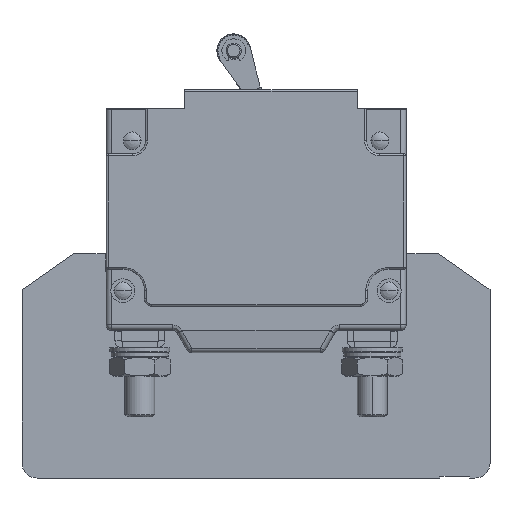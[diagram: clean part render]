
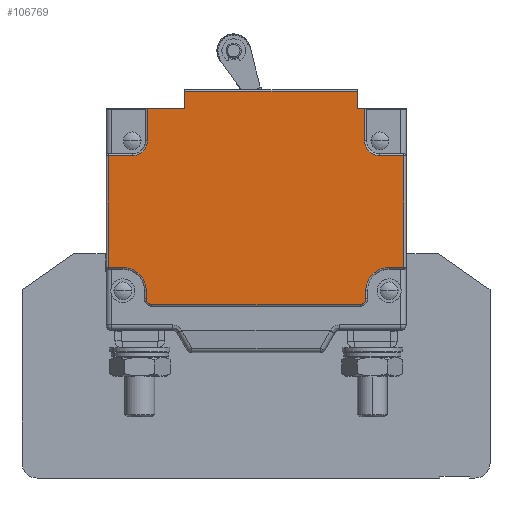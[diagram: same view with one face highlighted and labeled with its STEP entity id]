
A CAD part, top view. The second image highlights one B-rep face of the part: STEP entity #106769.
In plain terms, the highlighted planar face has unit normal (0, 0, 1).
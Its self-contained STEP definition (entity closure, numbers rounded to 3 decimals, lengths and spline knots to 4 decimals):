
#7179=DIRECTION('',(0.,-1.,0.));
#7180=VECTOR('',#7179,0.9293);
#7181=CARTESIAN_POINT('',(-1.3583,-0.2104,1.116));
#7182=LINE('',#7181,#7180);
#7183=DIRECTION('',(-1.,0.,0.));
#7184=VECTOR('',#7183,0.2023);
#7185=CARTESIAN_POINT('',(-1.156,-0.2104,1.116));
#7186=LINE('',#7185,#7184);
#7187=CARTESIAN_POINT('',(-1.156,-0.085,1.116));
#7188=DIRECTION('',(0.,0.,-1.));
#7189=DIRECTION('',(1.,0.,0.));
#7190=AXIS2_PLACEMENT_3D('',#7187,#7188,#7189);
#7192=DIRECTION('',(0.,-1.,0.));
#7193=VECTOR('',#7192,0.268);
#7194=CARTESIAN_POINT('',(-1.0306,0.183,1.116));
#7195=LINE('',#7194,#7193);
#7196=DIRECTION('',(-1.,0.,0.));
#7197=VECTOR('',#7196,0.3116);
#7198=CARTESIAN_POINT('',(-0.719,0.183,1.116));
#7199=LINE('',#7198,#7197);
#7200=DIRECTION('',(-1.,0.,0.));
#7201=VECTOR('',#7200,1.438);
#7202=CARTESIAN_POINT('',(0.719,0.3282,1.116));
#7203=LINE('',#7202,#7201);
#7204=DIRECTION('',(0.,-1.,0.));
#7205=VECTOR('',#7204,0.1451);
#7206=CARTESIAN_POINT('',(0.719,0.3282,1.116));
#7207=LINE('',#7206,#7205);
#7208=DIRECTION('',(-1.,0.,0.));
#7209=VECTOR('',#7208,0.0616);
#7210=CARTESIAN_POINT('',(0.7806,0.183,1.116));
#7211=LINE('',#7210,#7209);
#7212=DIRECTION('',(0.,1.,0.));
#7213=VECTOR('',#7212,0.268);
#7214=CARTESIAN_POINT('',(0.7806,-0.085,1.116));
#7215=LINE('',#7214,#7213);
#7216=CARTESIAN_POINT('',(0.906,-0.085,1.116));
#7217=DIRECTION('',(0.,0.,-1.));
#7218=DIRECTION('',(0.,-1.,0.));
#7219=AXIS2_PLACEMENT_3D('',#7216,#7217,#7218);
#7221=DIRECTION('',(-1.,0.,0.));
#7222=VECTOR('',#7221,0.2023);
#7223=CARTESIAN_POINT('',(1.1083,-0.2104,1.116));
#7224=LINE('',#7223,#7222);
#7225=DIRECTION('',(0.,1.,0.));
#7226=VECTOR('',#7225,0.9293);
#7227=CARTESIAN_POINT('',(1.1083,-1.1396,1.116));
#7228=LINE('',#7227,#7226);
#7229=DIRECTION('',(1.,0.,0.));
#7230=VECTOR('',#7229,0.1233);
#7231=CARTESIAN_POINT('',(0.985,-1.1396,1.116));
#7232=LINE('',#7231,#7230);
#7233=CARTESIAN_POINT('',(0.985,-1.335,1.116));
#7234=DIRECTION('',(0.,0.,-1.));
#7235=DIRECTION('',(-1.,0.,0.));
#7236=AXIS2_PLACEMENT_3D('',#7233,#7234,#7235);
#7238=DIRECTION('',(0.,1.,0.));
#7239=VECTOR('',#7238,0.068);
#7240=CARTESIAN_POINT('',(0.7896,-1.403,1.116));
#7241=LINE('',#7240,#7239);
#7242=CARTESIAN_POINT('',(0.743,-1.403,1.116));
#7243=DIRECTION('',(0.,0.,1.));
#7244=DIRECTION('',(0.,-1.,0.));
#7245=AXIS2_PLACEMENT_3D('',#7242,#7243,#7244);
#7247=DIRECTION('',(1.,0.,0.));
#7248=VECTOR('',#7247,1.736);
#7249=CARTESIAN_POINT('',(-0.993,-1.4496,1.116));
#7250=LINE('',#7249,#7248);
#7251=CARTESIAN_POINT('',(-0.993,-1.403,1.116));
#7252=DIRECTION('',(0.,0.,1.));
#7253=DIRECTION('',(-1.,0.,0.));
#7254=AXIS2_PLACEMENT_3D('',#7251,#7252,#7253);
#7256=DIRECTION('',(0.,-1.,0.));
#7257=VECTOR('',#7256,0.068);
#7258=CARTESIAN_POINT('',(-1.0396,-1.335,1.116));
#7259=LINE('',#7258,#7257);
#7260=CARTESIAN_POINT('',(-1.235,-1.335,1.116));
#7261=DIRECTION('',(0.,0.,-1.));
#7262=DIRECTION('',(0.,1.,0.));
#7263=AXIS2_PLACEMENT_3D('',#7260,#7261,#7262);
#7265=DIRECTION('',(1.,0.,0.));
#7266=VECTOR('',#7265,0.1233);
#7267=CARTESIAN_POINT('',(-1.3583,-1.1396,1.116));
#7268=LINE('',#7267,#7266);
#25625=DIRECTION('',(0.,-1.,0.));
#25626=VECTOR('',#25625,0.1451);
#25627=CARTESIAN_POINT('',(-0.719,0.3282,1.116));
#25628=LINE('',#25627,#25626);
#25719=CARTESIAN_POINT('',(-1.0306,0.183,1.116));
#80267=CARTESIAN_POINT('',(0.7806,0.183,1.116));
#98527=CARTESIAN_POINT('',(0.906,-0.2104,1.116));
#98528=CARTESIAN_POINT('',(0.7806,-0.085,1.116));
#98529=VERTEX_POINT('',#98527);
#98530=VERTEX_POINT('',#98528);
#98535=CARTESIAN_POINT('',(-1.0306,-0.085,1.116));
#98536=CARTESIAN_POINT('',(-1.156,-0.2104,1.116));
#98537=VERTEX_POINT('',#98535);
#98538=VERTEX_POINT('',#98536);
#98543=CARTESIAN_POINT('',(0.7896,-1.335,1.116));
#98544=CARTESIAN_POINT('',(0.985,-1.1396,1.116));
#98545=VERTEX_POINT('',#98543);
#98546=VERTEX_POINT('',#98544);
#98551=CARTESIAN_POINT('',(0.7896,-1.403,1.116));
#98552=VERTEX_POINT('',#98551);
#98555=CARTESIAN_POINT('',(0.743,-1.4496,1.116));
#98556=VERTEX_POINT('',#98555);
#98559=CARTESIAN_POINT('',(-0.993,-1.4496,1.116));
#98560=VERTEX_POINT('',#98559);
#98563=CARTESIAN_POINT('',(-1.0396,-1.403,1.116));
#98564=VERTEX_POINT('',#98563);
#98567=CARTESIAN_POINT('',(-1.0396,-1.335,1.116));
#98568=VERTEX_POINT('',#98567);
#98571=CARTESIAN_POINT('',(-1.235,-1.1396,1.116));
#98572=VERTEX_POINT('',#98571);
#98960=VERTEX_POINT('',#80267);
#98963=VERTEX_POINT('',#25719);
#99068=CARTESIAN_POINT('',(-1.3583,-1.1396,1.116));
#99069=VERTEX_POINT('',#99068);
#99070=CARTESIAN_POINT('',(-1.3583,-0.2104,1.116));
#99071=VERTEX_POINT('',#99070);
#99088=CARTESIAN_POINT('',(1.1083,-0.2104,1.116));
#99089=VERTEX_POINT('',#99088);
#99090=CARTESIAN_POINT('',(1.1083,-1.1396,1.116));
#99091=VERTEX_POINT('',#99090);
#99104=CARTESIAN_POINT('',(0.719,0.183,1.116));
#99105=VERTEX_POINT('',#99104);
#99106=CARTESIAN_POINT('',(-0.719,0.183,1.116));
#99107=VERTEX_POINT('',#99106);
#99211=CARTESIAN_POINT('',(-0.719,0.3282,1.116));
#99213=VERTEX_POINT('',#99211);
#99217=CARTESIAN_POINT('',(0.719,0.3282,1.116));
#99218=VERTEX_POINT('',#99217);
#106720=CARTESIAN_POINT('',(0.,0.,1.116));
#106721=DIRECTION('',(0.,0.,-1.));
#106722=DIRECTION('',(-1.,0.,0.));
#106723=AXIS2_PLACEMENT_3D('',#106720,#106721,#106722);
#106724=PLANE('',#106723);
#106726=ORIENTED_EDGE('',*,*,#106725,.F.);
#106728=ORIENTED_EDGE('',*,*,#106727,.F.);
#106730=ORIENTED_EDGE('',*,*,#106729,.F.);
#106732=ORIENTED_EDGE('',*,*,#106731,.F.);
#106734=ORIENTED_EDGE('',*,*,#106733,.F.);
#106736=ORIENTED_EDGE('',*,*,#106735,.F.);
#106738=ORIENTED_EDGE('',*,*,#106737,.F.);
#106739=ORIENTED_EDGE('',*,*,#105656,.T.);
#106741=ORIENTED_EDGE('',*,*,#106740,.F.);
#106743=ORIENTED_EDGE('',*,*,#106742,.F.);
#106745=ORIENTED_EDGE('',*,*,#106744,.F.);
#106746=ORIENTED_EDGE('',*,*,#106711,.F.);
#106748=ORIENTED_EDGE('',*,*,#106747,.F.);
#106750=ORIENTED_EDGE('',*,*,#106749,.F.);
#106752=ORIENTED_EDGE('',*,*,#106751,.F.);
#106754=ORIENTED_EDGE('',*,*,#106753,.F.);
#106756=ORIENTED_EDGE('',*,*,#106755,.F.);
#106758=ORIENTED_EDGE('',*,*,#106757,.F.);
#106760=ORIENTED_EDGE('',*,*,#106759,.F.);
#106762=ORIENTED_EDGE('',*,*,#106761,.F.);
#106764=ORIENTED_EDGE('',*,*,#106763,.F.);
#106766=ORIENTED_EDGE('',*,*,#106765,.F.);
#106767=EDGE_LOOP('',(#106726,#106728,#106730,#106732,#106734,#106736,#106738,
#106739,#106741,#106743,#106745,#106746,#106748,#106750,#106752,#106754,#106756,
#106758,#106760,#106762,#106764,#106766));
#106768=FACE_OUTER_BOUND('',#106767,.F.);
#7191=CIRCLE('',#7190,0.1254);
#7220=CIRCLE('',#7219,0.1254);
#7237=CIRCLE('',#7236,0.1954);
#7246=CIRCLE('',#7245,0.0466);
#7255=CIRCLE('',#7254,0.0466);
#7264=CIRCLE('',#7263,0.1954);
#105656=EDGE_CURVE('',#99218,#99105,#7207,.T.);
#106711=EDGE_CURVE('',#99089,#98529,#7224,.T.);
#106725=EDGE_CURVE('',#99071,#99069,#7182,.T.);
#106727=EDGE_CURVE('',#98538,#99071,#7186,.T.);
#106729=EDGE_CURVE('',#98537,#98538,#7191,.T.);
#106731=EDGE_CURVE('',#98963,#98537,#7195,.T.);
#106733=EDGE_CURVE('',#99107,#98963,#7199,.T.);
#106735=EDGE_CURVE('',#99213,#99107,#25628,.T.);
#106737=EDGE_CURVE('',#99218,#99213,#7203,.T.);
#106740=EDGE_CURVE('',#98960,#99105,#7211,.T.);
#106742=EDGE_CURVE('',#98530,#98960,#7215,.T.);
#106744=EDGE_CURVE('',#98529,#98530,#7220,.T.);
#106747=EDGE_CURVE('',#99091,#99089,#7228,.T.);
#106749=EDGE_CURVE('',#98546,#99091,#7232,.T.);
#106751=EDGE_CURVE('',#98545,#98546,#7237,.T.);
#106753=EDGE_CURVE('',#98552,#98545,#7241,.T.);
#106755=EDGE_CURVE('',#98556,#98552,#7246,.T.);
#106757=EDGE_CURVE('',#98560,#98556,#7250,.T.);
#106759=EDGE_CURVE('',#98564,#98560,#7255,.T.);
#106761=EDGE_CURVE('',#98568,#98564,#7259,.T.);
#106763=EDGE_CURVE('',#98572,#98568,#7264,.T.);
#106765=EDGE_CURVE('',#99069,#98572,#7268,.T.);
#106769=ADVANCED_FACE('',(#106768),#106724,.F.);
